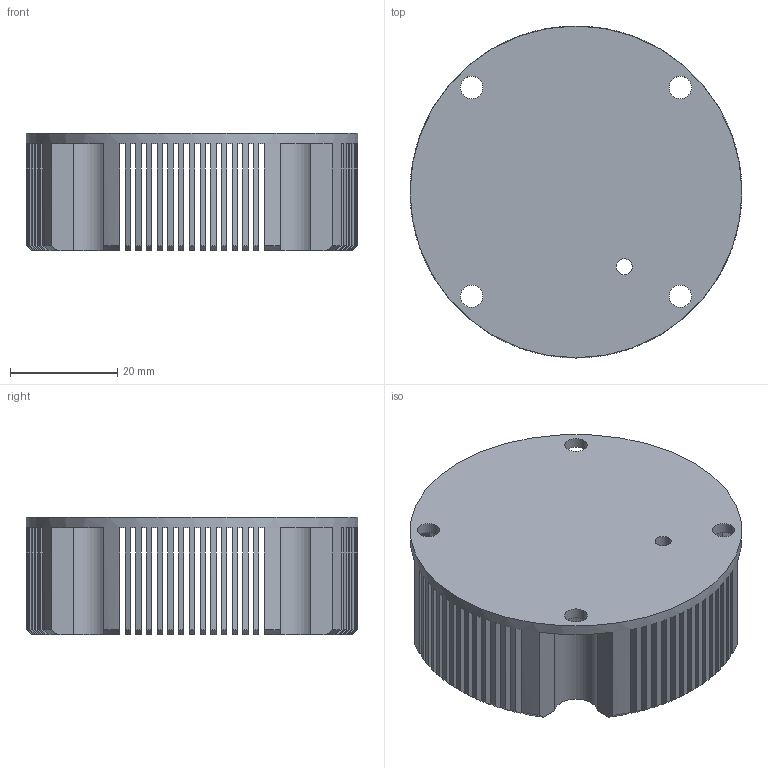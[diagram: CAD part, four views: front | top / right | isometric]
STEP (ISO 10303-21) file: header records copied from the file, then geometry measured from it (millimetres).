
FILE_DESCRIPTION(/* description */ (''),/* implementation_level */ '2;1');
FILE_NAME(/* name */ 'cam87-circle v43.step',/* time_stamp */ '2023-11-27T22:49:07+01:00',/* author */ (''),/* organization */ (''),/* preprocessor_version */ 'ST-DEVELOPER v20',/* originating_system */ 'Autodesk Translation Framework v12.14.0.127',/* authorisation */ '');
FILE_SCHEMA (('AUTOMOTIVE_DESIGN { 1 0 10303 214 3 1 1 }'));
Length unit declared in the file: millimetre
Products named in the file (2): cam87-circle; Radiateur
Assembly tree (1 placements, depth 2):
  cam87-circle
    Radiateur
Bounding box: 62 x 62 x 22 mm (x, y, z)
Volume: 24381.2 mm3; surface area: 40510.6 mm2
Topology: 1 solids, 1 shells, 362 faces, 1077 edges, 718 vertices
Faces by surface type: plane 183, cone 116, cylinder 63
Full cylindrical faces by diameter (mm): 3 x1, 4.2 x4, 24 x1, 62 x1
Entity records: 12096 total; most frequent: CARTESIAN_POINT 2592, ORIENTED_EDGE 2154, DIRECTION 1953, EDGE_CURVE 1077, AXIS2_PLACEMENT_3D 727, VERTEX_POINT 718, LINE 499, VECTOR 499
